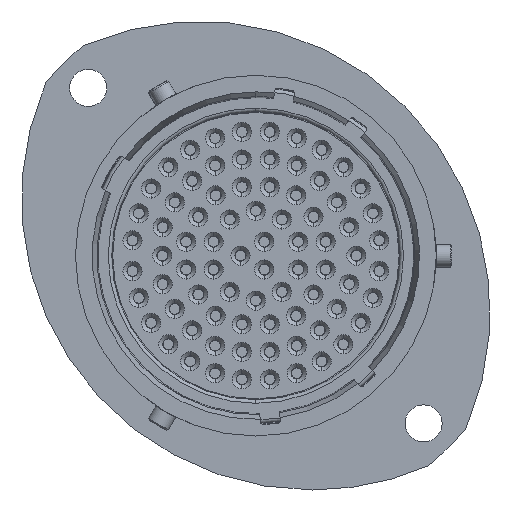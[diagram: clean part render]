
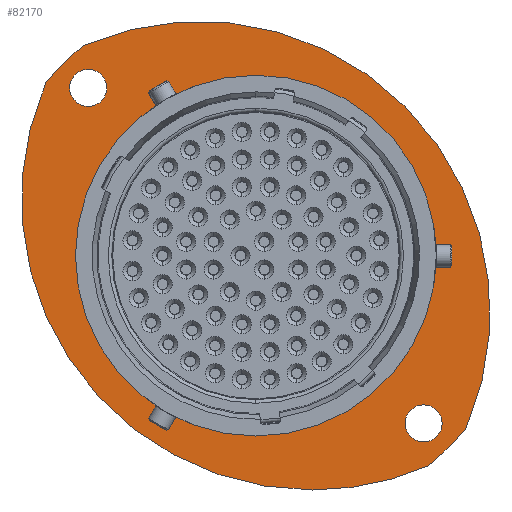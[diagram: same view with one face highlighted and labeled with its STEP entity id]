
A CAD part, left-side view. The second image highlights one B-rep face of the part: STEP entity #82170.
In plain terms, the highlighted planar face has unit normal (-1, 0, 0).
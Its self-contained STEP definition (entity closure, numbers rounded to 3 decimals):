
#771 = CARTESIAN_POINT ( 'NONE',  ( 4.955, 7.911, 15.862 ) ) ;
#1689 = EDGE_CURVE ( 'NONE', #64159, #24231, #23066, .T. ) ;
#2794 = CARTESIAN_POINT ( 'NONE',  ( 4.955, 23.057, 18.465 ) ) ;
#3222 = DIRECTION ( 'NONE',  ( 0., 0., -1. ) ) ;
#7083 = EDGE_CURVE ( 'NONE', #85030, #19614, #84118, .T. ) ;
#8157 = EDGE_CURVE ( 'NONE', #35618, #35687, #16249, .T. ) ;
#9330 = DIRECTION ( 'NONE',  ( -1., 0., 0. ) ) ;
#9621 = AXIS2_PLACEMENT_3D ( 'NONE', #80483, #46977, #26930 ) ;
#9962 = CIRCLE ( 'NONE', #40064, 1.625 ) ;
#10789 = CIRCLE ( 'NONE', #38699, 25.5 ) ;
#12188 = DIRECTION ( 'NONE',  ( -1., 0., 0. ) ) ;
#12546 = CARTESIAN_POINT ( 'NONE',  ( 4.955, 7.911, 0.042 ) ) ;
#12930 = DIRECTION ( 'NONE',  ( 1., 0., 0. ) ) ;
#13111 = DIRECTION ( 'NONE',  ( 0., 0., -1. ) ) ;
#13837 = CARTESIAN_POINT ( 'NONE',  ( 4.955, 2.961, 4.992 ) ) ;
#16035 = EDGE_CURVE ( 'NONE', #24231, #80893, #10789, .T. ) ;
#16197 = DIRECTION ( 'NONE',  ( -1., 0., 0. ) ) ;
#16249 = CIRCLE ( 'NONE', #69682, 15.82 ) ;
#17859 = CIRCLE ( 'NONE', #57545, 1.625 ) ;
#18267 = DIRECTION ( 'NONE',  ( -1., 0., 0. ) ) ;
#18278 = AXIS2_PLACEMENT_3D ( 'NONE', #73192, #12930, #60260 ) ;
#19009 = DIRECTION ( 'NONE',  ( 0., 0., 1. ) ) ;
#19219 = ORIENTED_EDGE ( 'NONE', *, *, #8157, .F. ) ;
#19614 = VERTEX_POINT ( 'NONE', #82095 ) ;
#21254 = FACE_OUTER_BOUND ( 'NONE', #49417, .T. ) ;
#22603 = ORIENTED_EDGE ( 'NONE', *, *, #75750, .T. ) ;
#22984 = DIRECTION ( 'NONE',  ( 0., 0., 1. ) ) ;
#23066 = CIRCLE ( 'NONE', #31397, 23.85 ) ;
#23127 = CARTESIAN_POINT ( 'NONE',  ( 4.955, 22.618, 14.75 ) ) ;
#23760 = CARTESIAN_POINT ( 'NONE',  ( 4.955, 22.618, 14.75 ) ) ;
#24231 = VERTEX_POINT ( 'NONE', #80511 ) ;
#24862 = EDGE_CURVE ( 'NONE', #52562, #40657, #71131, .T. ) ;
#24896 = DIRECTION ( 'NONE',  ( -1., 0., 0. ) ) ;
#25843 = VERTEX_POINT ( 'NONE', #61668 ) ;
#26145 = CIRCLE ( 'NONE', #51586, 1.625 ) ;
#26930 = DIRECTION ( 'NONE',  ( 0., 0., 1. ) ) ;
#28495 = AXIS2_PLACEMENT_3D ( 'NONE', #85989, #12188, #72152 ) ;
#28663 = FACE_BOUND ( 'NONE', #60938, .T. ) ;
#29734 = ORIENTED_EDGE ( 'NONE', *, *, #31652, .F. ) ;
#31397 = AXIS2_PLACEMENT_3D ( 'NONE', #12546, #24896, #19009 ) ;
#31652 = EDGE_CURVE ( 'NONE', #32099, #25843, #9962, .T. ) ;
#32099 = VERTEX_POINT ( 'NONE', #61910 ) ;
#33632 = CARTESIAN_POINT ( 'NONE',  ( 4.955, -6.797, -16.29 ) ) ;
#34218 = ORIENTED_EDGE ( 'NONE', *, *, #86161, .F. ) ;
#34982 = AXIS2_PLACEMENT_3D ( 'NONE', #75696, #69460, #42225 ) ;
#35345 = CIRCLE ( 'NONE', #9621, 15.82 ) ;
#35368 = CARTESIAN_POINT ( 'NONE',  ( 4.955, -7.236, -18.38 ) ) ;
#35618 = VERTEX_POINT ( 'NONE', #771 ) ;
#35687 = VERTEX_POINT ( 'NONE', #70024 ) ;
#36228 = ORIENTED_EDGE ( 'NONE', *, *, #1689, .T. ) ;
#38138 = EDGE_LOOP ( 'NONE', ( #19219, #84956 ) ) ;
#38699 = AXIS2_PLACEMENT_3D ( 'NONE', #55293, #54720, #41463 ) ;
#40064 = AXIS2_PLACEMENT_3D ( 'NONE', #23760, #77298, #83470 ) ;
#40657 = VERTEX_POINT ( 'NONE', #80348 ) ;
#41299 = FACE_BOUND ( 'NONE', #38138, .T. ) ;
#41463 = DIRECTION ( 'NONE',  ( 0., 0., -1. ) ) ;
#42225 = DIRECTION ( 'NONE',  ( 0., 0., -1. ) ) ;
#43417 = FACE_BOUND ( 'NONE', #48213, .T. ) ;
#46097 = ORIENTED_EDGE ( 'NONE', *, *, #47768, .F. ) ;
#46977 = DIRECTION ( 'NONE',  ( -1., 0., 0. ) ) ;
#47768 = EDGE_CURVE ( 'NONE', #25843, #32099, #26145, .T. ) ;
#48213 = EDGE_LOOP ( 'NONE', ( #29734, #46097 ) ) ;
#49417 = EDGE_LOOP ( 'NONE', ( #80395, #22603, #60406, #58653, #36228 ) ) ;
#49901 = CIRCLE ( 'NONE', #28495, 25.5 ) ;
#51586 = AXIS2_PLACEMENT_3D ( 'NONE', #23127, #9330, #3222 ) ;
#52562 = VERTEX_POINT ( 'NONE', #33632 ) ;
#52660 = DIRECTION ( 'NONE',  ( -1., 0., 0. ) ) ;
#52720 = CARTESIAN_POINT ( 'NONE',  ( 4.955, -6.797, -14.665 ) ) ;
#54720 = DIRECTION ( 'NONE',  ( -1., 0., 0. ) ) ;
#55130 = DIRECTION ( 'NONE',  ( -1., 0., 0. ) ) ;
#55293 = CARTESIAN_POINT ( 'NONE',  ( 4.955, 2.961, 4.992 ) ) ;
#55419 = CARTESIAN_POINT ( 'NONE',  ( 4.955, 7.911, 0.042 ) ) ;
#57432 = EDGE_CURVE ( 'NONE', #19614, #64159, #49901, .T. ) ;
#57545 = AXIS2_PLACEMENT_3D ( 'NONE', #52720, #18267, #79112 ) ;
#58653 = ORIENTED_EDGE ( 'NONE', *, *, #57432, .T. ) ;
#60260 = DIRECTION ( 'NONE',  ( 0., 0., -1. ) ) ;
#60406 = ORIENTED_EDGE ( 'NONE', *, *, #7083, .T. ) ;
#60938 = EDGE_LOOP ( 'NONE', ( #70490, #34218 ) ) ;
#61668 = CARTESIAN_POINT ( 'NONE',  ( 4.955, 22.618, 16.375 ) ) ;
#61910 = CARTESIAN_POINT ( 'NONE',  ( 4.955, 22.618, 13.125 ) ) ;
#62678 = CARTESIAN_POINT ( 'NONE',  ( 4.955, 7.911, 0.042 ) ) ;
#63394 = EDGE_CURVE ( 'NONE', #35687, #35618, #35345, .T. ) ;
#64159 = VERTEX_POINT ( 'NONE', #2794 ) ;
#67756 = CARTESIAN_POINT ( 'NONE',  ( 4.955, 2.961, -20.508 ) ) ;
#68269 = AXIS2_PLACEMENT_3D ( 'NONE', #13837, #52660, #13111 ) ;
#69145 = DIRECTION ( 'NONE',  ( 0., 0., 1. ) ) ;
#69460 = DIRECTION ( 'NONE',  ( -1., 0., 0. ) ) ;
#69682 = AXIS2_PLACEMENT_3D ( 'NONE', #62678, #16197, #22984 ) ;
#70024 = CARTESIAN_POINT ( 'NONE',  ( 4.955, 7.911, -15.778 ) ) ;
#70490 = ORIENTED_EDGE ( 'NONE', *, *, #24862, .F. ) ;
#71131 = CIRCLE ( 'NONE', #34982, 1.625 ) ;
#72150 = AXIS2_PLACEMENT_3D ( 'NONE', #55419, #55130, #69145 ) ;
#72152 = DIRECTION ( 'NONE',  ( 0., 0., -1. ) ) ;
#73192 = CARTESIAN_POINT ( 'NONE',  ( 4.955, 23.731, 0.042 ) ) ;
#75273 = PLANE ( 'NONE',  #18278 ) ;
#75696 = CARTESIAN_POINT ( 'NONE',  ( 4.955, -6.797, -14.665 ) ) ;
#75750 = EDGE_CURVE ( 'NONE', #80893, #85030, #83275, .T. ) ;
#77298 = DIRECTION ( 'NONE',  ( -1., 0., 0. ) ) ;
#79112 = DIRECTION ( 'NONE',  ( 0., 0., -1. ) ) ;
#80348 = CARTESIAN_POINT ( 'NONE',  ( 4.955, -6.797, -13.04 ) ) ;
#80395 = ORIENTED_EDGE ( 'NONE', *, *, #16035, .T. ) ;
#80483 = CARTESIAN_POINT ( 'NONE',  ( 4.955, 7.911, 0.042 ) ) ;
#80511 = CARTESIAN_POINT ( 'NONE',  ( 4.955, 26.333, 15.189 ) ) ;
#80893 = VERTEX_POINT ( 'NONE', #67756 ) ;
#82095 = CARTESIAN_POINT ( 'NONE',  ( 4.955, -10.512, -15.104 ) ) ;
#82170 = ADVANCED_FACE ( 'NONE', ( #43417, #28663, #41299, #21254 ), #75273, .F. ) ;
#83275 = CIRCLE ( 'NONE', #68269, 25.5 ) ;
#83470 = DIRECTION ( 'NONE',  ( 0., 0., -1. ) ) ;
#84118 = CIRCLE ( 'NONE', #72150, 23.85 ) ;
#84956 = ORIENTED_EDGE ( 'NONE', *, *, #63394, .F. ) ;
#85030 = VERTEX_POINT ( 'NONE', #35368 ) ;
#85989 = CARTESIAN_POINT ( 'NONE',  ( 4.955, 12.86, -4.907 ) ) ;
#86161 = EDGE_CURVE ( 'NONE', #40657, #52562, #17859, .T. ) ;
